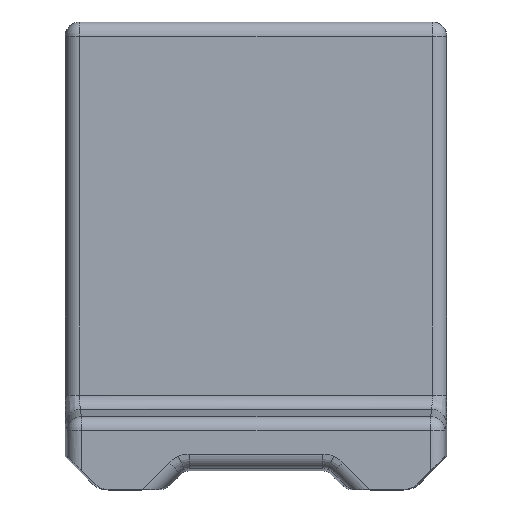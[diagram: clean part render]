
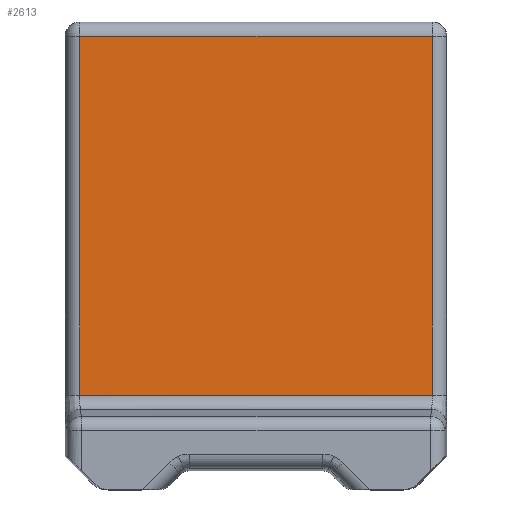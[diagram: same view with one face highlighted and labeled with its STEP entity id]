
A CAD part, top view. The second image highlights one B-rep face of the part: STEP entity #2613.
In plain terms, the highlighted planar face has unit normal (0, 0, 1).
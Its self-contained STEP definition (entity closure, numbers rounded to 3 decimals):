
#40 = AXIS2_PLACEMENT_3D ( 'NONE', #1399, #1373, #2687 ) ;
#162 = VERTEX_POINT ( 'NONE', #1772 ) ;
#227 = CARTESIAN_POINT ( 'NONE',  ( -1.846, 0.855, 0.4 ) ) ;
#236 = DIRECTION ( 'NONE',  ( 1., 0., 0. ) ) ;
#330 = CARTESIAN_POINT ( 'NONE',  ( 1.846, 0.855, 0.4 ) ) ;
#432 = CARTESIAN_POINT ( 'NONE',  ( -1.846, 4.75, 0.4 ) ) ;
#440 = CARTESIAN_POINT ( 'NONE',  ( 1.993, 0.99, 0.4 ) ) ;
#541 = VECTOR ( 'NONE', #904, 1000. ) ;
#729 = VERTEX_POINT ( 'NONE', #2571 ) ;
#747 = ORIENTED_EDGE ( 'NONE', *, *, #1478, .T. ) ;
#798 = EDGE_CURVE ( 'NONE', #162, #1012, #1327, .T. ) ;
#838 = CARTESIAN_POINT ( 'NONE',  ( 1.846, 0.99, 0.4 ) ) ;
#876 = ORIENTED_EDGE ( 'NONE', *, *, #2411, .T. ) ;
#904 = DIRECTION ( 'NONE',  ( -1., 0., 0. ) ) ;
#1012 = VERTEX_POINT ( 'NONE', #838 ) ;
#1124 = ORIENTED_EDGE ( 'NONE', *, *, #1727, .T. ) ;
#1158 = PLANE ( 'NONE',  #40 ) ;
#1205 = DIRECTION ( 'NONE',  ( 0., 1., 0. ) ) ;
#1317 = VECTOR ( 'NONE', #1764, 1000. ) ;
#1327 = LINE ( 'NONE', #440, #1878 ) ;
#1373 = DIRECTION ( 'NONE',  ( 0., 0., -1. ) ) ;
#1399 = CARTESIAN_POINT ( 'NONE',  ( -2., 0.855, 0.4 ) ) ;
#1478 = EDGE_CURVE ( 'NONE', #1012, #729, #2301, .T. ) ;
#1501 = VERTEX_POINT ( 'NONE', #432 ) ;
#1585 = FACE_OUTER_BOUND ( 'NONE', #2611, .T. ) ;
#1727 = EDGE_CURVE ( 'NONE', #1501, #162, #2194, .T. ) ;
#1753 = CARTESIAN_POINT ( 'NONE',  ( -1.993, 4.75, 0.4 ) ) ;
#1764 = DIRECTION ( 'NONE',  ( 0., -1., 0. ) ) ;
#1772 = CARTESIAN_POINT ( 'NONE',  ( -1.846, 0.99, 0.4 ) ) ;
#1878 = VECTOR ( 'NONE', #236, 1000. ) ;
#2194 = LINE ( 'NONE', #227, #1317 ) ;
#2301 = LINE ( 'NONE', #330, #2640 ) ;
#2409 = LINE ( 'NONE', #1753, #541 ) ;
#2411 = EDGE_CURVE ( 'NONE', #729, #1501, #2409, .T. ) ;
#2571 = CARTESIAN_POINT ( 'NONE',  ( 1.846, 4.75, 0.4 ) ) ;
#2611 = EDGE_LOOP ( 'NONE', ( #2708, #747, #876, #1124 ) ) ;
#2613 = ADVANCED_FACE ( 'NONE', ( #1585 ), #1158, .F. ) ;
#2640 = VECTOR ( 'NONE', #1205, 1000. ) ;
#2687 = DIRECTION ( 'NONE',  ( -1., 0., 0. ) ) ;
#2708 = ORIENTED_EDGE ( 'NONE', *, *, #798, .T. ) ;
